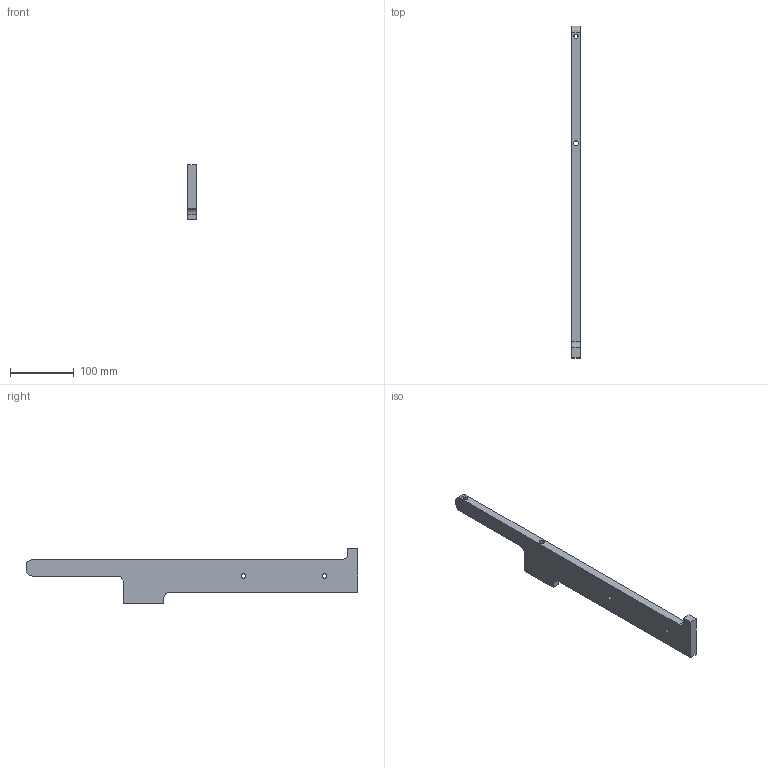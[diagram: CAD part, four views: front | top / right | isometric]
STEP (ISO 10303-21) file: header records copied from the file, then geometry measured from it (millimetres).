
FILE_DESCRIPTION(/* description */ (''),/* implementation_level */ '2;1');
FILE_NAME(/* name */ 'GE-17048_24.stp',/* time_stamp */ '2017-01-08T13:27:33-05:00',/* author */ ('jeff1'),/* organization */ (''),/* preprocessor_version */ 'ST-DEVELOPER v16.5',/* originating_system */ 'Autodesk Inventor 2017',/* authorisation */ '');
FILE_SCHEMA (('AUTOMOTIVE_DESIGN { 1 0 10303 214 3 1 1 }'));
Length unit declared in the file: inch
Products named in the file (1): GE-17048_24
Bounding box: 12.7 x 520.7 x 85.72 mm (x, y, z)
Volume: 299472.5 mm3; surface area: 65572.4 mm2
Topology: 1 solids, 1 shells, 21 faces, 57 edges, 38 vertices
Faces by surface type: plane 12, cylinder 9
Full cylindrical faces by diameter (mm): 6.604 x1, 6.731 x2, 7.938 x1
Entity records: 697 total; most frequent: DIRECTION 115, CARTESIAN_POINT 113, ORIENTED_EDGE 106, EDGE_CURVE 53, AXIS2_PLACEMENT_3D 40, VERTEX_POINT 38, LINE 35, VECTOR 35
